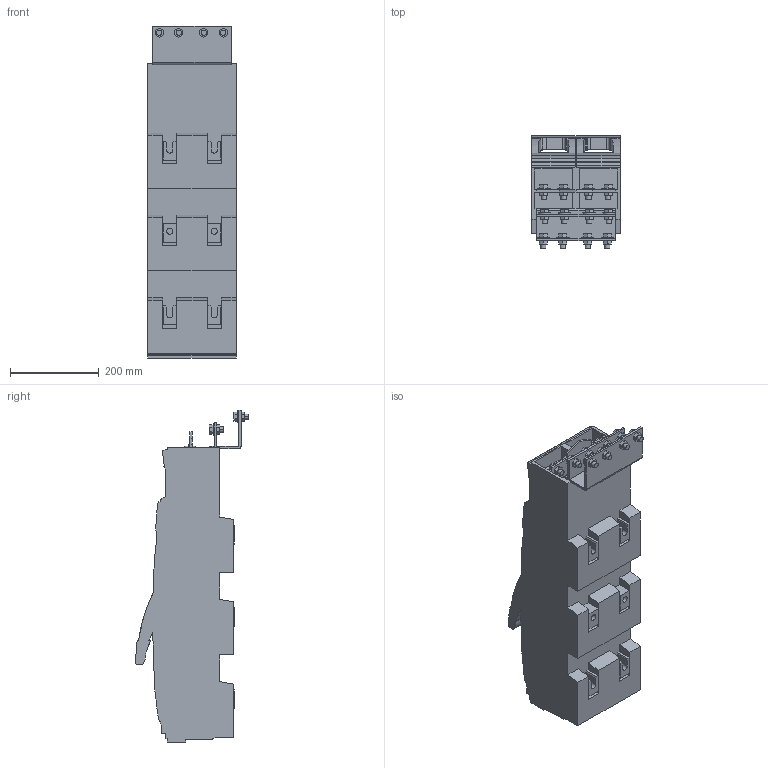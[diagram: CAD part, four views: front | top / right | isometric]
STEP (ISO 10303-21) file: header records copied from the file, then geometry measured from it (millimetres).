
FILE_DESCRIPTION((''),'2;1');
FILE_NAME('PRT0001','2017-06-21T',('FIANKUL1'),(''),'CREO PARAMETRIC BY PTC INC, 2016380','CREO PARAMETRIC BY PTC INC, 2016380','');
FILE_SCHEMA(('CONFIG_CONTROL_DESIGN'));
Length unit declared in the file: millimetre
Products named in the file (1): PRT0001
Bounding box: 199 x 252.92 x 746.39 mm (x, y, z)
Volume: 20574700.2 mm3; surface area: 832204 mm2
Topology: 1 solids, 1 shells, 585 faces, 1569 edges, 1042 vertices
Faces by surface type: plane 434, cylinder 103, extrusion 48
Entity records: 22046 total; most frequent: CARTESIAN_POINT 7354, ORIENTED_EDGE 3138, DIRECTION 2769, EDGE_CURVE 1569, VECTOR 1299, LINE 1251, VERTEX_POINT 1042, AXIS2_PLACEMENT_3D 735
